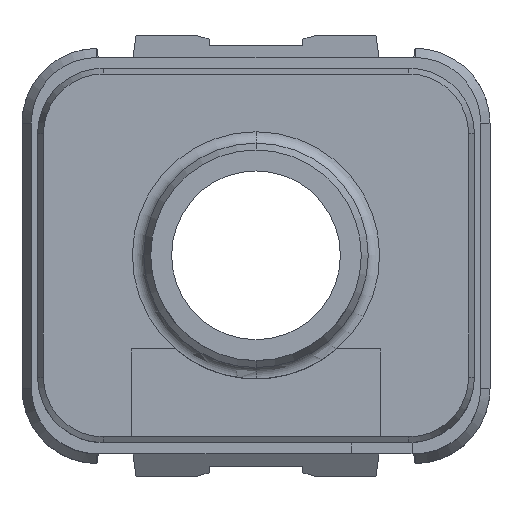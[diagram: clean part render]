
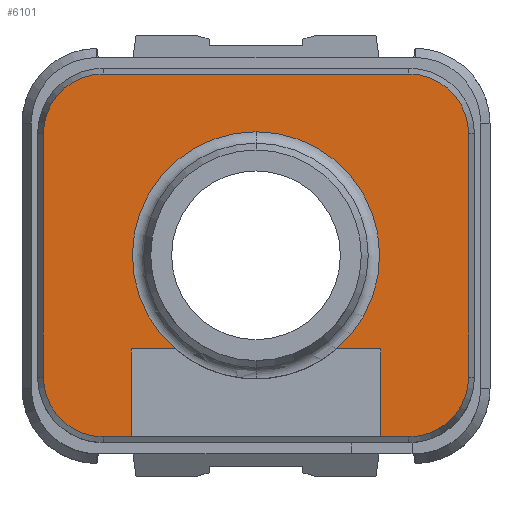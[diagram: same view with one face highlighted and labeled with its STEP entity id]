
A CAD part, top view. The second image highlights one B-rep face of the part: STEP entity #6101.
In plain terms, the highlighted planar face has unit normal (0, 0, 1).
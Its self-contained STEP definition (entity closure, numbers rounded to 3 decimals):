
#206=CARTESIAN_POINT('',(-4.9,3.9,4.18));
#207=DIRECTION('',(0.,0.,-1.));
#208=DIRECTION('',(-1.,0.,0.));
#209=AXIS2_PLACEMENT_3D('',#206,#207,#208);
#211=DIRECTION('',(1.,0.,0.));
#212=VECTOR('',#211,9.8);
#213=CARTESIAN_POINT('',(-4.9,5.812,4.18));
#214=LINE('',#213,#212);
#215=CARTESIAN_POINT('',(4.9,3.9,4.18));
#216=DIRECTION('',(0.,0.,-1.));
#217=DIRECTION('',(0.,1.,0.));
#218=AXIS2_PLACEMENT_3D('',#215,#216,#217);
#220=DIRECTION('',(0.,-1.,0.));
#221=VECTOR('',#220,7.8);
#222=CARTESIAN_POINT('',(6.812,3.9,4.18));
#223=LINE('',#222,#221);
#224=CARTESIAN_POINT('',(4.9,-3.9,4.18));
#225=DIRECTION('',(0.,0.,-1.));
#226=DIRECTION('',(1.,0.,0.));
#227=AXIS2_PLACEMENT_3D('',#224,#225,#226);
#229=DIRECTION('',(-1.,0.,0.));
#230=VECTOR('',#229,9.8);
#231=CARTESIAN_POINT('',(4.9,-5.812,4.18));
#232=LINE('',#231,#230);
#233=CARTESIAN_POINT('',(-4.9,-3.9,4.18));
#234=DIRECTION('',(0.,0.,-1.));
#235=DIRECTION('',(0.,-1.,0.));
#236=AXIS2_PLACEMENT_3D('',#233,#234,#235);
#238=DIRECTION('',(0.,1.,0.));
#239=VECTOR('',#238,7.8);
#240=CARTESIAN_POINT('',(-6.812,-3.9,4.18));
#241=LINE('',#240,#239);
#242=DIRECTION('',(0.,1.,0.));
#243=VECTOR('',#242,2.81);
#244=CARTESIAN_POINT('',(-4.,-5.81,4.18));
#245=LINE('',#244,#243);
#246=DIRECTION('',(-1.,0.,0.));
#247=VECTOR('',#246,8.);
#248=CARTESIAN_POINT('',(4.,-5.81,4.18));
#249=LINE('',#248,#247);
#250=DIRECTION('',(0.,-1.,0.));
#251=VECTOR('',#250,2.81);
#252=CARTESIAN_POINT('',(4.,-3.,4.18));
#253=LINE('',#252,#251);
#254=DIRECTION('',(1.,0.,0.));
#255=VECTOR('',#254,1.411);
#256=CARTESIAN_POINT('',(2.589,-3.,4.18));
#257=LINE('',#256,#255);
#258=CARTESIAN_POINT('',(0.,0.,4.18));
#259=DIRECTION('',(0.,0.,1.));
#260=DIRECTION('',(0.653,-0.757,0.));
#261=AXIS2_PLACEMENT_3D('',#258,#259,#260);
#263=CARTESIAN_POINT('',(0.,0.,4.18));
#264=DIRECTION('',(0.,0.,1.));
#265=DIRECTION('',(0.,1.,0.));
#266=AXIS2_PLACEMENT_3D('',#263,#264,#265);
#268=DIRECTION('',(1.,0.,0.));
#269=VECTOR('',#268,1.411);
#270=CARTESIAN_POINT('',(-4.,-3.,4.18));
#271=LINE('',#270,#269);
#4846=CARTESIAN_POINT('',(-6.812,3.9,4.18));
#4847=CARTESIAN_POINT('',(-4.9,5.812,4.18));
#4848=VERTEX_POINT('',#4846);
#4849=VERTEX_POINT('',#4847);
#4852=CARTESIAN_POINT('',(4.9,5.812,4.18));
#4853=VERTEX_POINT('',#4852);
#4856=CARTESIAN_POINT('',(6.812,3.9,4.18));
#4857=VERTEX_POINT('',#4856);
#4860=CARTESIAN_POINT('',(6.812,-3.9,4.18));
#4861=VERTEX_POINT('',#4860);
#4864=CARTESIAN_POINT('',(4.9,-5.812,4.18));
#4865=VERTEX_POINT('',#4864);
#4868=CARTESIAN_POINT('',(-4.9,-5.812,
4.18));
#4869=VERTEX_POINT('',#4868);
#4872=CARTESIAN_POINT('',(-6.812,-3.9,4.18));
#4873=VERTEX_POINT('',#4872);
#5445=CARTESIAN_POINT('',(0.,3.963,4.18));
#5446=VERTEX_POINT('',#5445);
#5715=CARTESIAN_POINT('',(-4.,-5.81,4.18));
#5716=CARTESIAN_POINT('',(-4.,-3.,4.18));
#5717=VERTEX_POINT('',#5715);
#5718=VERTEX_POINT('',#5716);
#5719=CARTESIAN_POINT('',(-2.589,-3.,4.18));
#5720=VERTEX_POINT('',#5719);
#5721=CARTESIAN_POINT('',(2.589,-3.,4.18));
#5722=CARTESIAN_POINT('',(4.,-3.,4.18));
#5723=VERTEX_POINT('',#5721);
#5724=VERTEX_POINT('',#5722);
#5725=CARTESIAN_POINT('',(4.,-5.81,4.18));
#5726=VERTEX_POINT('',#5725);
#6070=CARTESIAN_POINT('',(0.,0.,4.18));
#6071=DIRECTION('',(0.,0.,-1.));
#6072=DIRECTION('',(1.,0.,0.));
#6073=AXIS2_PLACEMENT_3D('',#6070,#6071,#6072);
#6074=PLANE('',#6073);
#6075=ORIENTED_EDGE('',*,*,#5911,.T.);
#6076=ORIENTED_EDGE('',*,*,#5952,.T.);
#6077=ORIENTED_EDGE('',*,*,#5967,.T.);
#6078=ORIENTED_EDGE('',*,*,#6008,.T.);
#6079=ORIENTED_EDGE('',*,*,#6022,.T.);
#6080=ORIENTED_EDGE('',*,*,#5839,.T.);
#6081=ORIENTED_EDGE('',*,*,#5855,.T.);
#6082=ORIENTED_EDGE('',*,*,#5896,.T.);
#6083=EDGE_LOOP('',(#6075,#6076,#6077,#6078,#6079,#6080,#6081,#6082));
#6084=FACE_OUTER_BOUND('',#6083,.F.);
#6086=ORIENTED_EDGE('',*,*,#6085,.F.);
#6088=ORIENTED_EDGE('',*,*,#6087,.F.);
#6090=ORIENTED_EDGE('',*,*,#6089,.F.);
#6092=ORIENTED_EDGE('',*,*,#6091,.F.);
#6094=ORIENTED_EDGE('',*,*,#6093,.T.);
#6096=ORIENTED_EDGE('',*,*,#6095,.T.);
#6098=ORIENTED_EDGE('',*,*,#6097,.F.);
#6099=EDGE_LOOP('',(#6086,#6088,#6090,#6092,#6094,#6096,#6098));
#6100=FACE_BOUND('',#6099,.F.);
#6101=ADVANCED_FACE('',(#6084,#6100),#6074,.F.);
#210=CIRCLE('',#209,1.912);
#219=CIRCLE('',#218,1.912);
#228=CIRCLE('',#227,1.912);
#237=CIRCLE('',#236,1.912);
#262=CIRCLE('',#261,3.963);
#267=CIRCLE('',#266,3.963);
#5839=EDGE_CURVE('',#4865,#4869,#232,.T.);
#5855=EDGE_CURVE('',#4869,#4873,#237,.T.);
#5896=EDGE_CURVE('',#4873,#4848,#241,.T.);
#5911=EDGE_CURVE('',#4848,#4849,#210,.T.);
#5952=EDGE_CURVE('',#4849,#4853,#214,.T.);
#5967=EDGE_CURVE('',#4853,#4857,#219,.T.);
#6008=EDGE_CURVE('',#4857,#4861,#223,.T.);
#6022=EDGE_CURVE('',#4861,#4865,#228,.T.);
#6085=EDGE_CURVE('',#5717,#5718,#245,.T.);
#6087=EDGE_CURVE('',#5726,#5717,#249,.T.);
#6089=EDGE_CURVE('',#5724,#5726,#253,.T.);
#6091=EDGE_CURVE('',#5723,#5724,#257,.T.);
#6093=EDGE_CURVE('',#5723,#5446,#262,.T.);
#6095=EDGE_CURVE('',#5446,#5720,#267,.T.);
#6097=EDGE_CURVE('',#5718,#5720,#271,.T.);
